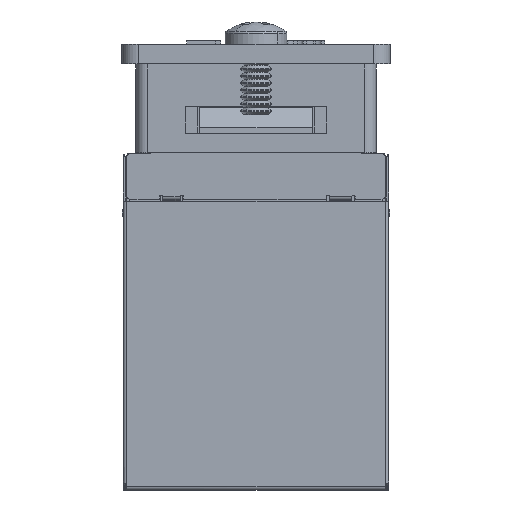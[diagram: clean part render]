
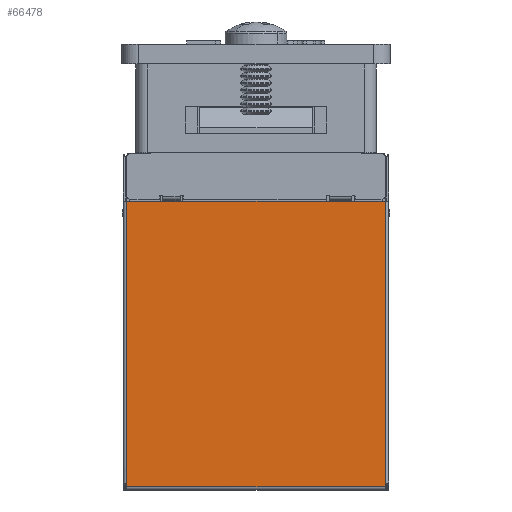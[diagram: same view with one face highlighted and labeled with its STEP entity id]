
A CAD part, front view. The second image highlights one B-rep face of the part: STEP entity #66478.
In plain terms, the highlighted face is planar.
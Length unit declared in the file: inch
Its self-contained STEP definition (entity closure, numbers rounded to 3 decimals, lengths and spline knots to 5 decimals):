
#75 = LINE ( 'NONE', #57703, #114683 ) ;
#9215 = DIRECTION ( 'NONE',  ( 0., 1., 0. ) ) ;
#9617 = VECTOR ( 'NONE', #117611, 39.37008 ) ;
#14412 = VERTEX_POINT ( 'NONE', #47884 ) ;
#14650 = ORIENTED_EDGE ( 'NONE', *, *, #131722, .T. ) ;
#16527 = LINE ( 'NONE', #62176, #105487 ) ;
#18283 = EDGE_CURVE ( 'NONE', #14412, #120399, #110570, .T. ) ;
#21951 = DIRECTION ( 'NONE',  ( 0., 0., -1. ) ) ;
#26183 = DIRECTION ( 'NONE',  ( 0., 0., -1. ) ) ;
#27134 = LINE ( 'NONE', #83911, #9617 ) ;
#28369 = EDGE_CURVE ( 'NONE', #32493, #87434, #146101, .T. ) ;
#32493 = VERTEX_POINT ( 'NONE', #82698 ) ;
#33168 = CARTESIAN_POINT ( 'NONE',  ( -0.47611, 0.01628, -0.32874 ) ) ;
#41398 = ORIENTED_EDGE ( 'NONE', *, *, #69693, .F. ) ;
#44231 = DIRECTION ( 'NONE',  ( -1., 0., 0. ) ) ;
#46906 = CARTESIAN_POINT ( 'NONE',  ( 0.45866, 1.02362, -0.32874 ) ) ;
#47884 = CARTESIAN_POINT ( 'NONE',  ( -0.45866, 0.02362, -0.32874 ) ) ;
#48445 = ORIENTED_EDGE ( 'NONE', *, *, #18283, .F. ) ;
#56095 = DIRECTION ( 'NONE',  ( -1., 0., 0. ) ) ;
#56847 = DIRECTION ( 'NONE',  ( 1., 0., 0. ) ) ;
#57703 = CARTESIAN_POINT ( 'NONE',  ( 0.47047, 1.02362, -0.32874 ) ) ;
#59102 = CARTESIAN_POINT ( 'NONE',  ( 0.47047, 0., -0.32874 ) ) ;
#59532 = EDGE_LOOP ( 'NONE', ( #59650, #64176, #14650, #48445, #146099, #41398 ) ) ;
#59650 = ORIENTED_EDGE ( 'NONE', *, *, #109719, .T. ) ;
#62176 = CARTESIAN_POINT ( 'NONE',  ( 0.47047, 0.01181, -0.32874 ) ) ;
#64176 = ORIENTED_EDGE ( 'NONE', *, *, #28369, .F. ) ;
#66478 = ADVANCED_FACE ( 'NONE', ( #80013 ), #126383, .F. ) ;
#69693 = EDGE_CURVE ( 'NONE', #101666, #98408, #75, .T. ) ;
#71771 = DIRECTION ( 'NONE',  ( 0., -1., 0. ) ) ;
#74666 = EDGE_CURVE ( 'NONE', #14412, #98408, #110303, .T. ) ;
#79092 = VECTOR ( 'NONE', #101997, 39.37008 ) ;
#80013 = FACE_OUTER_BOUND ( 'NONE', #59532, .T. ) ;
#80382 = CARTESIAN_POINT ( 'NONE',  ( 0.45866, 0.02362, -0.32874 ) ) ;
#81643 = AXIS2_PLACEMENT_3D ( 'NONE', #94251, #26183, #71771 ) ;
#82698 = CARTESIAN_POINT ( 'NONE',  ( 0.45772, 0.01181, -0.32874 ) ) ;
#83911 = CARTESIAN_POINT ( 'NONE',  ( 0.45866, 1.02362, -0.32874 ) ) ;
#86790 = CARTESIAN_POINT ( 'NONE',  ( -0.45772, 0.01181, -0.32874 ) ) ;
#87434 = VERTEX_POINT ( 'NONE', #80382 ) ;
#90009 = CARTESIAN_POINT ( 'NONE',  ( -0.45866, 0.01181, -0.32874 ) ) ;
#94251 = CARTESIAN_POINT ( 'NONE',  ( 0.47611, 0.01628, -0.32874 ) ) ;
#98408 = VERTEX_POINT ( 'NONE', #99461 ) ;
#99461 = CARTESIAN_POINT ( 'NONE',  ( -0.45866, 1.02362, -0.32874 ) ) ;
#101666 = VERTEX_POINT ( 'NONE', #46906 ) ;
#101997 = DIRECTION ( 'NONE',  ( 0., 1., 0. ) ) ;
#103936 = DIRECTION ( 'NONE',  ( 0., 0., 1. ) ) ;
#105487 = VECTOR ( 'NONE', #56095, 39.37008 ) ;
#109719 = EDGE_CURVE ( 'NONE', #101666, #87434, #27134, .T. ) ;
#110303 = LINE ( 'NONE', #90009, #79092 ) ;
#110570 = CIRCLE ( 'NONE', #113025, 0.01893 ) ;
#113025 = AXIS2_PLACEMENT_3D ( 'NONE', #33168, #21951, #9215 ) ;
#114683 = VECTOR ( 'NONE', #44231, 39.37008 ) ;
#117611 = DIRECTION ( 'NONE',  ( 0., -1., 0. ) ) ;
#120399 = VERTEX_POINT ( 'NONE', #86790 ) ;
#126383 = PLANE ( 'NONE',  #133408 ) ;
#131722 = EDGE_CURVE ( 'NONE', #32493, #120399, #16527, .T. ) ;
#133408 = AXIS2_PLACEMENT_3D ( 'NONE', #59102, #103936, #56847 ) ;
#146099 = ORIENTED_EDGE ( 'NONE', *, *, #74666, .T. ) ;
#146101 = CIRCLE ( 'NONE', #81643, 0.01893 ) ;
